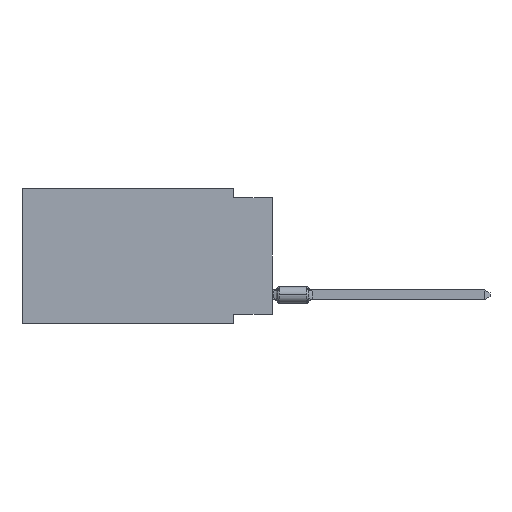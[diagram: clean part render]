
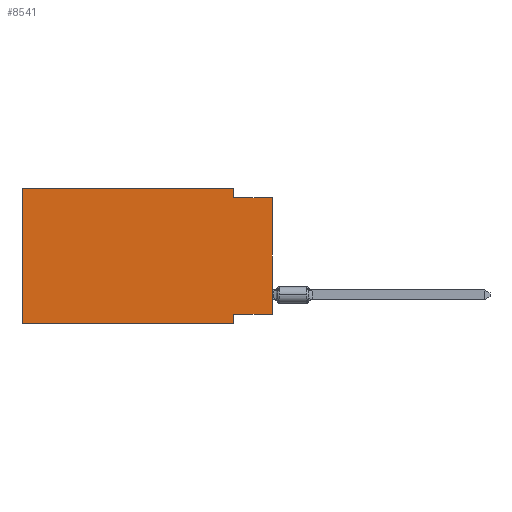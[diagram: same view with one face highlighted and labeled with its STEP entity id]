
A CAD part, left-side view. The second image highlights one B-rep face of the part: STEP entity #8541.
In plain terms, the highlighted planar face has unit normal (-1, 0, 0).
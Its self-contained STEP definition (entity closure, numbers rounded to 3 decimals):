
#193 = DIRECTION ( 'NONE',  ( 0., 0., 1. ) ) ;
#200 = DIRECTION ( 'NONE',  ( 0., 0., -1. ) ) ;
#354 = VERTEX_POINT ( 'NONE', #22442 ) ;
#424 = PLANE ( 'NONE',  #17204 ) ;
#953 = ORIENTED_EDGE ( 'NONE', *, *, #2854, .F. ) ;
#1040 = VECTOR ( 'NONE', #3279, 1000. ) ;
#1213 = EDGE_CURVE ( 'NONE', #15471, #19169, #1782, .T. ) ;
#1634 = EDGE_CURVE ( 'NONE', #19169, #10554, #20254, .T. ) ;
#1782 = LINE ( 'NONE', #12465, #21858 ) ;
#2099 = CARTESIAN_POINT ( 'NONE',  ( 0., 2.54, -8.255 ) ) ;
#2311 = ORIENTED_EDGE ( 'NONE', *, *, #13601, .F. ) ;
#2449 = VECTOR ( 'NONE', #18277, 1000. ) ;
#2565 = CARTESIAN_POINT ( 'NONE',  ( 0., 0., -0.635 ) ) ;
#2844 = LINE ( 'NONE', #21820, #2449 ) ;
#2854 = EDGE_CURVE ( 'NONE', #5796, #5913, #19120, .T. ) ;
#3279 = DIRECTION ( 'NONE',  ( 0., -1., 0. ) ) ;
#3339 = DIRECTION ( 'NONE',  ( 0., 0., -1. ) ) ;
#3622 = DIRECTION ( 'NONE',  ( 0., 1., 0. ) ) ;
#4548 = ORIENTED_EDGE ( 'NONE', *, *, #1634, .F. ) ;
#5465 = CARTESIAN_POINT ( 'NONE',  ( 0., 2.54, -8.89 ) ) ;
#5628 = VERTEX_POINT ( 'NONE', #9937 ) ;
#5796 = VERTEX_POINT ( 'NONE', #9217 ) ;
#5913 = VERTEX_POINT ( 'NONE', #14747 ) ;
#6114 = ORIENTED_EDGE ( 'NONE', *, *, #9213, .F. ) ;
#6171 = VECTOR ( 'NONE', #193, 1000. ) ;
#6683 = ORIENTED_EDGE ( 'NONE', *, *, #20057, .F. ) ;
#7199 = DIRECTION ( 'NONE',  ( 0., -1., 0. ) ) ;
#7552 = DIRECTION ( 'NONE',  ( 1., 0., 0. ) ) ;
#8541 = ADVANCED_FACE ( 'NONE', ( #14579 ), #424, .F. ) ;
#8927 = CARTESIAN_POINT ( 'NONE',  ( 0., 16.383, -8.89 ) ) ;
#8932 = ORIENTED_EDGE ( 'NONE', *, *, #10239, .T. ) ;
#9165 = CARTESIAN_POINT ( 'NONE',  ( 0., 16.383, 0. ) ) ;
#9213 = EDGE_CURVE ( 'NONE', #5913, #15922, #22596, .T. ) ;
#9217 = CARTESIAN_POINT ( 'NONE',  ( 0., 2.54, 0. ) ) ;
#9706 = CARTESIAN_POINT ( 'NONE',  ( 0., 0., 0. ) ) ;
#9937 = CARTESIAN_POINT ( 'NONE',  ( 0., 16.383, -8.89 ) ) ;
#10239 = EDGE_CURVE ( 'NONE', #15471, #15922, #16402, .T. ) ;
#10554 = VERTEX_POINT ( 'NONE', #5465 ) ;
#10597 = VECTOR ( 'NONE', #7199, 1000. ) ;
#10607 = ORIENTED_EDGE ( 'NONE', *, *, #15437, .T. ) ;
#11477 = CARTESIAN_POINT ( 'NONE',  ( 0., 2.54, -8.89 ) ) ;
#11897 = CARTESIAN_POINT ( 'NONE',  ( 0., 0., -0.635 ) ) ;
#12465 = CARTESIAN_POINT ( 'NONE',  ( 0., 0., -8.255 ) ) ;
#13601 = EDGE_CURVE ( 'NONE', #5628, #354, #16200, .T. ) ;
#14579 = FACE_OUTER_BOUND ( 'NONE', #21140, .T. ) ;
#14747 = CARTESIAN_POINT ( 'NONE',  ( 0., 2.54, -0.635 ) ) ;
#15054 = DIRECTION ( 'NONE',  ( 0., 0., -1. ) ) ;
#15437 = EDGE_CURVE ( 'NONE', #5628, #10554, #16072, .T. ) ;
#15471 = VERTEX_POINT ( 'NONE', #19870 ) ;
#15922 = VERTEX_POINT ( 'NONE', #2565 ) ;
#16072 = LINE ( 'NONE', #8927, #10597 ) ;
#16200 = LINE ( 'NONE', #19885, #6171 ) ;
#16402 = LINE ( 'NONE', #9706, #16564 ) ;
#16564 = VECTOR ( 'NONE', #18481, 1000. ) ;
#17121 = VECTOR ( 'NONE', #15054, 1000. ) ;
#17204 = AXIS2_PLACEMENT_3D ( 'NONE', #9165, #7552, #200 ) ;
#17604 = CARTESIAN_POINT ( 'NONE',  ( 0., 2.54, 0. ) ) ;
#18277 = DIRECTION ( 'NONE',  ( 0., -1., 0. ) ) ;
#18481 = DIRECTION ( 'NONE',  ( 0., 0., 1. ) ) ;
#19120 = LINE ( 'NONE', #17604, #21518 ) ;
#19169 = VERTEX_POINT ( 'NONE', #2099 ) ;
#19870 = CARTESIAN_POINT ( 'NONE',  ( 0., 0., -8.255 ) ) ;
#19885 = CARTESIAN_POINT ( 'NONE',  ( 0., 16.383, 0. ) ) ;
#20057 = EDGE_CURVE ( 'NONE', #354, #5796, #2844, .T. ) ;
#20254 = LINE ( 'NONE', #11477, #17121 ) ;
#21140 = EDGE_LOOP ( 'NONE', ( #8932, #6114, #953, #6683, #2311, #10607, #4548, #22021 ) ) ;
#21518 = VECTOR ( 'NONE', #3339, 1000. ) ;
#21820 = CARTESIAN_POINT ( 'NONE',  ( 0., 16.383, 0. ) ) ;
#21858 = VECTOR ( 'NONE', #3622, 1000. ) ;
#22021 = ORIENTED_EDGE ( 'NONE', *, *, #1213, .F. ) ;
#22442 = CARTESIAN_POINT ( 'NONE',  ( 0., 16.383, 0. ) ) ;
#22596 = LINE ( 'NONE', #11897, #1040 ) ;
